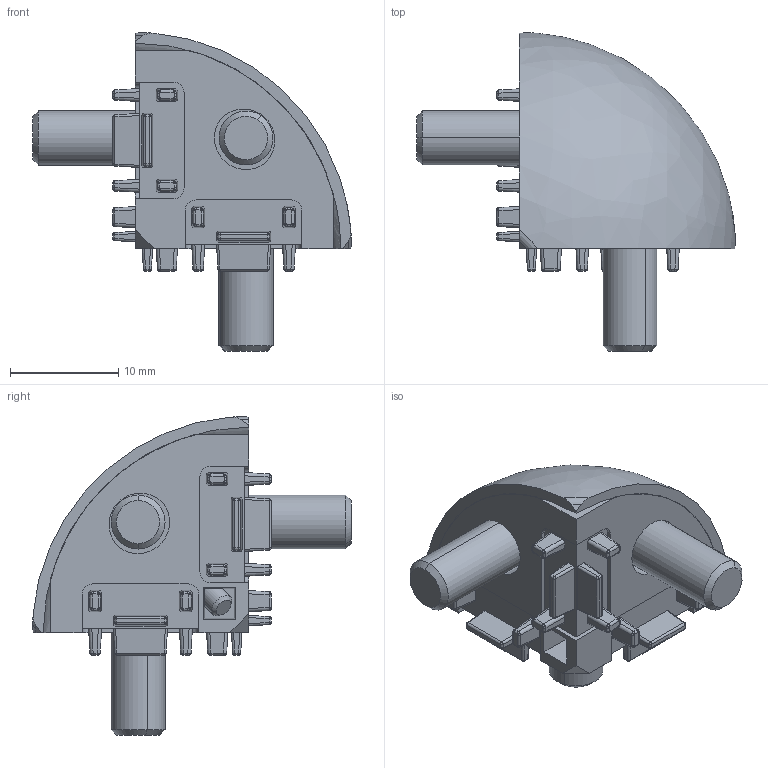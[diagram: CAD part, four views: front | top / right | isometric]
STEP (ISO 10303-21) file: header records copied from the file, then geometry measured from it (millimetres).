
FILE_DESCRIPTION (( 'STEP AP214' ), '1' );
FILE_NAME ('FIXE05E1971-Kit raccord d''angle 5 R20-90°.step', '2023-03-24T09:59:11', ( 'Altae' ), ( '' ), 'SwSTEP 2.0', 'SolidWorks 2021', '' );
FILE_SCHEMA (( 'AUTOMOTIVE_DESIGN' ));
Length unit declared in the file: millimetre
Products named in the file (1): FIXE05E1971-Kit raccord d''angle 5 R20-90°
Bounding box: 29.46 x 29.46 x 29.46 mm (x, y, z)
Volume: 3519 mm3; surface area: 4737.4 mm2
Topology: 5 solids, 5 shells, 529 faces, 1295 edges, 792 vertices
Faces by surface type: cylinder 192, plane 170, bspline 157, cone 10
Entity records: 23041 total; most frequent: CARTESIAN_POINT 5910, ORIENTED_EDGE 2572, DIRECTION 2046, EDGE_CURVE 1286, VERTEX_POINT 792, AXIS2_PLACEMENT_3D 733, VECTOR 580, LINE 580
